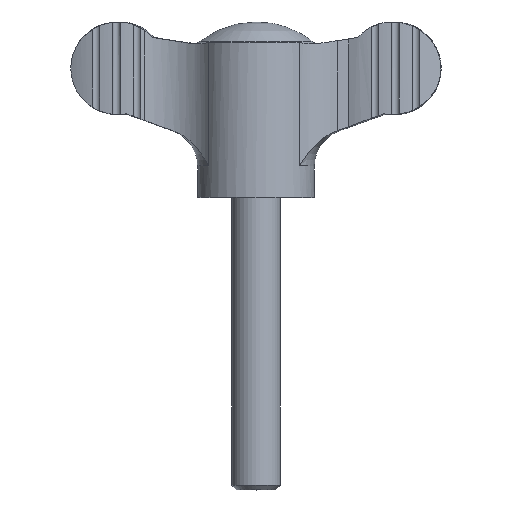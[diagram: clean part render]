
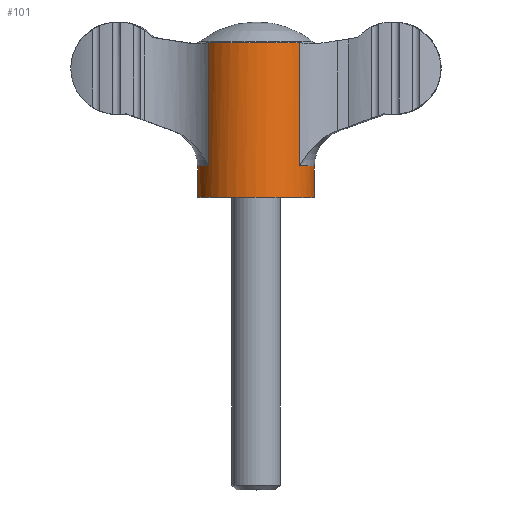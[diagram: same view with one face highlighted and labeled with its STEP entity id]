
A CAD part, top view. The second image highlights one B-rep face of the part: STEP entity #101.
In plain terms, the highlighted cylindrical face has radius 6 mm (diameter 12 mm), a full revolution.
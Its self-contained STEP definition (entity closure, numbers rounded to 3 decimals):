
#101 = ADVANCED_FACE( '', ( #233, #234 ), #235, .T. );
#233 = FACE_OUTER_BOUND( '', #399, .T. );
#234 = FACE_OUTER_BOUND( '', #400, .T. );
#235 = CYLINDRICAL_SURFACE( '', #401, 6. );
#399 = EDGE_LOOP( '', ( #649 ) );
#400 = EDGE_LOOP( '', ( #650, #651, #652, #653, #654, #655, #656, #657 ) );
#401 = AXIS2_PLACEMENT_3D( '', #658, #659, #660 );
#649 = ORIENTED_EDGE( '', *, *, #1077, .F. );
#650 = ORIENTED_EDGE( '', *, *, #1078, .T. );
#651 = ORIENTED_EDGE( '', *, *, #1079, .F. );
#652 = ORIENTED_EDGE( '', *, *, #1080, .F. );
#653 = ORIENTED_EDGE( '', *, *, #1081, .T. );
#654 = ORIENTED_EDGE( '', *, *, #1082, .T. );
#655 = ORIENTED_EDGE( '', *, *, #1083, .F. );
#656 = ORIENTED_EDGE( '', *, *, #1084, .F. );
#657 = ORIENTED_EDGE( '', *, *, #1085, .T. );
#658 = CARTESIAN_POINT( '', ( 0., 0., 0. ) );
#659 = DIRECTION( '', ( 0., 1., 0. ) );
#660 = DIRECTION( '', ( 0., 0., -1. ) );
#1077 = EDGE_CURVE( '', #1319, #1319, #1320, .T. );
#1078 = EDGE_CURVE( '', #1321, #1322, #1323, .T. );
#1079 = EDGE_CURVE( '', #1324, #1322, #1325, .T. );
#1080 = EDGE_CURVE( '', #1326, #1324, #1327, .T. );
#1081 = EDGE_CURVE( '', #1326, #1328, #1329, .T. );
#1082 = EDGE_CURVE( '', #1328, #1330, #1331, .T. );
#1083 = EDGE_CURVE( '', #1332, #1330, #1333, .T. );
#1084 = EDGE_CURVE( '', #1334, #1332, #1335, .T. );
#1085 = EDGE_CURVE( '', #1334, #1321, #1336, .T. );
#1319 = VERTEX_POINT( '', #1896 );
#1320 = CIRCLE( '', #1897, 6. );
#1321 = VERTEX_POINT( '', #1898 );
#1322 = VERTEX_POINT( '', #1899 );
#1323 = CIRCLE( '', #1900, 6. );
#1324 = VERTEX_POINT( '', #1901 );
#1325 = LINE( '', #1902, #1903 );
#1326 = VERTEX_POINT( '', #1904 );
#1327 = CIRCLE( '', #1905, 6. );
#1328 = VERTEX_POINT( '', #1906 );
#1329 = LINE( '', #1907, #1908 );
#1330 = VERTEX_POINT( '', #1909 );
#1331 = CIRCLE( '', #1910, 6. );
#1332 = VERTEX_POINT( '', #1911 );
#1333 = LINE( '', #1912, #1913 );
#1334 = VERTEX_POINT( '', #1914 );
#1335 = CIRCLE( '', #1915, 6. );
#1336 = LINE( '', #1916, #1917 );
#1896 = CARTESIAN_POINT( '', ( 0., 0., -6. ) );
#1897 = AXIS2_PLACEMENT_3D( '', #2369, #2370, #2371 );
#1898 = CARTESIAN_POINT( '', ( 4.881, 3.239, -3.49 ) );
#1899 = CARTESIAN_POINT( '', ( 4.446, 3.239, 4.03 ) );
#1900 = AXIS2_PLACEMENT_3D( '', #2372, #2373, #2374 );
#1901 = CARTESIAN_POINT( '', ( 4.446, 15.862, 4.03 ) );
#1902 = CARTESIAN_POINT( '', ( 4.446, 44.5, 4.03 ) );
#1903 = VECTOR( '', #2375, 1000. );
#1904 = CARTESIAN_POINT( '', ( -4.881, 15.862, 3.49 ) );
#1905 = AXIS2_PLACEMENT_3D( '', #2376, #2377, #2378 );
#1906 = CARTESIAN_POINT( '', ( -4.881, 3.239, 3.49 ) );
#1907 = CARTESIAN_POINT( '', ( -4.881, 44.5, 3.49 ) );
#1908 = VECTOR( '', #2379, 1000. );
#1909 = CARTESIAN_POINT( '', ( -4.446, 3.239, -4.03 ) );
#1910 = AXIS2_PLACEMENT_3D( '', #2380, #2381, #2382 );
#1911 = CARTESIAN_POINT( '', ( -4.446, 15.862, -4.03 ) );
#1912 = CARTESIAN_POINT( '', ( -4.446, 44.5, -4.03 ) );
#1913 = VECTOR( '', #2383, 1000. );
#1914 = CARTESIAN_POINT( '', ( 4.881, 15.862, -3.49 ) );
#1915 = AXIS2_PLACEMENT_3D( '', #2384, #2385, #2386 );
#1916 = CARTESIAN_POINT( '', ( 4.881, 44.5, -3.49 ) );
#1917 = VECTOR( '', #2387, 1000. );
#2369 = CARTESIAN_POINT( '', ( 0., 0., 0. ) );
#2370 = DIRECTION( '', ( 0., -1., 0. ) );
#2371 = DIRECTION( '', ( 0., 0., -1. ) );
#2372 = CARTESIAN_POINT( '', ( 0., 3.239, 0. ) );
#2373 = DIRECTION( '', ( 0., -1., 0. ) );
#2374 = DIRECTION( '', ( 0., 0., -1. ) );
#2375 = DIRECTION( '', ( 0., -1., 0. ) );
#2376 = CARTESIAN_POINT( '', ( 0., 15.862, 0. ) );
#2377 = DIRECTION( '', ( 0., 1., 0. ) );
#2378 = DIRECTION( '', ( 0., 0., 1. ) );
#2379 = DIRECTION( '', ( 0., -1., 0. ) );
#2380 = CARTESIAN_POINT( '', ( 0., 3.239, 0. ) );
#2381 = DIRECTION( '', ( 0., -1., 0. ) );
#2382 = DIRECTION( '', ( 0., 0., -1. ) );
#2383 = DIRECTION( '', ( 0., -1., 0. ) );
#2384 = CARTESIAN_POINT( '', ( 0., 15.862, 0. ) );
#2385 = DIRECTION( '', ( 0., 1., 0. ) );
#2386 = DIRECTION( '', ( 0., 0., 1. ) );
#2387 = DIRECTION( '', ( 0., -1., 0. ) );
